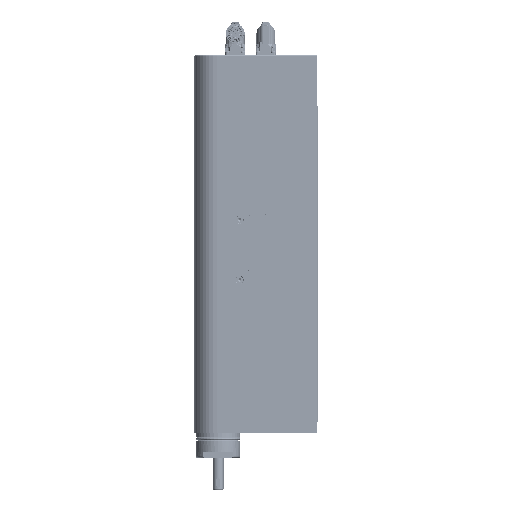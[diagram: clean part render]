
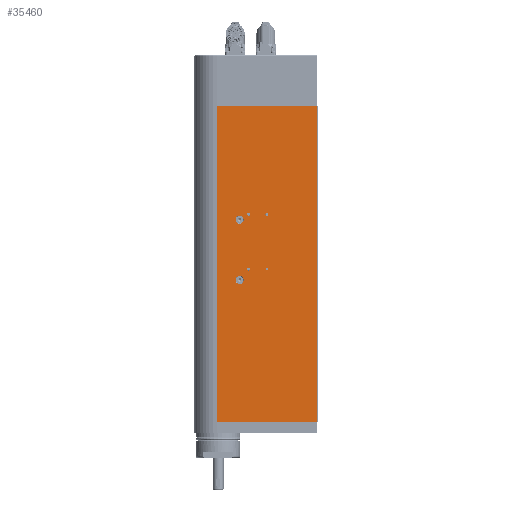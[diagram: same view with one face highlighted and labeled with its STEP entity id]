
A CAD part, front view. The second image highlights one B-rep face of the part: STEP entity #35460.
In plain terms, the highlighted planar face has unit normal (0, -1, 0).
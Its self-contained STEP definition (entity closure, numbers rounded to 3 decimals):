
#469 = EDGE_LOOP ( 'NONE', ( #14006, #15859, #150276, #75666 ) ) ;
#1077 = DIRECTION ( 'NONE',  ( 0., 0., -1. ) ) ;
#4110 = CARTESIAN_POINT ( 'NONE',  ( 67., -25., 347. ) ) ;
#5913 = DIRECTION ( 'NONE',  ( 0., 0., 1. ) ) ;
#6605 = EDGE_CURVE ( 'NONE', #69228, #69228, #146139, .T. ) ;
#6834 = CARTESIAN_POINT ( 'NONE',  ( -8., -25., 228. ) ) ;
#6939 = AXIS2_PLACEMENT_3D ( 'NONE', #83313, #56278, #167250 ) ;
#7425 = DIRECTION ( 'NONE',  ( 1., 0., 0. ) ) ;
#9142 = CARTESIAN_POINT ( 'NONE',  ( -8., -25., 168. ) ) ;
#13415 = EDGE_CURVE ( 'NONE', #131157, #161433, #82123, .T. ) ;
#14006 = ORIENTED_EDGE ( 'NONE', *, *, #47906, .T. ) ;
#14794 = AXIS2_PLACEMENT_3D ( 'NONE', #9142, #162462, #35355 ) ;
#15859 = ORIENTED_EDGE ( 'NONE', *, *, #19054, .T. ) ;
#17179 = CARTESIAN_POINT ( 'NONE',  ( -67.5, -25., 347. ) ) ;
#18280 = CARTESIAN_POINT ( 'NONE',  ( -67.5, -25., 0. ) ) ;
#18564 = DIRECTION ( 'NONE',  ( 0., -1., 0. ) ) ;
#19054 = EDGE_CURVE ( 'NONE', #57179, #161433, #117710, .T. ) ;
#22317 = EDGE_CURVE ( 'NONE', #131157, #134401, #79754, .T. ) ;
#24807 = CIRCLE ( 'NONE', #70897, 4.4 ) ;
#27049 = ORIENTED_EDGE ( 'NONE', *, *, #176137, .F. ) ;
#27207 = DIRECTION ( 'NONE',  ( 0., -1., 0. ) ) ;
#27256 = EDGE_LOOP ( 'NONE', ( #107957 ) ) ;
#27711 = AXIS2_PLACEMENT_3D ( 'NONE', #55173, #27207, #1077 ) ;
#28337 = FACE_OUTER_BOUND ( 'NONE', #469, .T. ) ;
#35355 = DIRECTION ( 'NONE',  ( 0., 0., -1. ) ) ;
#35460 = ADVANCED_FACE ( 'NONE', ( #42792, #54526, #82435, #137485, #124817, #153683, #28337 ), #53623, .F. ) ;
#42792 = FACE_BOUND ( 'NONE', #143952, .T. ) ;
#43657 = ORIENTED_EDGE ( 'NONE', *, *, #108488, .F. ) ;
#43684 = EDGE_LOOP ( 'NONE', ( #43657 ) ) ;
#47906 = EDGE_CURVE ( 'NONE', #134401, #57179, #144491, .T. ) ;
#51979 = VECTOR ( 'NONE', #96545, 1000. ) ;
#52080 = CARTESIAN_POINT ( 'NONE',  ( 12., -25., 228. ) ) ;
#52664 = VERTEX_POINT ( 'NONE', #163610 ) ;
#53050 = VERTEX_POINT ( 'NONE', #69237 ) ;
#53586 = ORIENTED_EDGE ( 'NONE', *, *, #111045, .F. ) ;
#53623 = PLANE ( 'NONE',  #6939 ) ;
#53661 = ORIENTED_EDGE ( 'NONE', *, *, #160300, .F. ) ;
#54526 = FACE_BOUND ( 'NONE', #113385, .T. ) ;
#55173 = CARTESIAN_POINT ( 'NONE',  ( 12., -25., 168. ) ) ;
#56278 = DIRECTION ( 'NONE',  ( 0., 1., 0. ) ) ;
#57179 = VERTEX_POINT ( 'NONE', #90489 ) ;
#65473 = CARTESIAN_POINT ( 'NONE',  ( -18., -25., 217.6 ) ) ;
#69228 = VERTEX_POINT ( 'NONE', #152224 ) ;
#69237 = CARTESIAN_POINT ( 'NONE',  ( -8., -25., 166.35 ) ) ;
#70897 = AXIS2_PLACEMENT_3D ( 'NONE', #117772, #174596, #118645 ) ;
#75666 = ORIENTED_EDGE ( 'NONE', *, *, #22317, .T. ) ;
#79754 = LINE ( 'NONE', #160998, #145271 ) ;
#79997 = DIRECTION ( 'NONE',  ( 0., -1., 0. ) ) ;
#82123 = LINE ( 'NONE', #17179, #51979 ) ;
#82435 = FACE_BOUND ( 'NONE', #43684, .T. ) ;
#83313 = CARTESIAN_POINT ( 'NONE',  ( -67.5, -25., 347. ) ) ;
#90489 = CARTESIAN_POINT ( 'NONE',  ( 67., -25., 0. ) ) ;
#96545 = DIRECTION ( 'NONE',  ( 1., 0., 0. ) ) ;
#101525 = VECTOR ( 'NONE', #5913, 1000. ) ;
#101721 = AXIS2_PLACEMENT_3D ( 'NONE', #146327, #18564, #160769 ) ;
#102011 = CIRCLE ( 'NONE', #142418, 1.65 ) ;
#102626 = EDGE_CURVE ( 'NONE', #52664, #52664, #162237, .T. ) ;
#103901 = CARTESIAN_POINT ( 'NONE',  ( 67., -25., 347. ) ) ;
#105490 = CIRCLE ( 'NONE', #27711, 1.65 ) ;
#106560 = EDGE_LOOP ( 'NONE', ( #151981 ) ) ;
#107957 = ORIENTED_EDGE ( 'NONE', *, *, #6605, .F. ) ;
#108488 = EDGE_CURVE ( 'NONE', #140054, #140054, #105490, .T. ) ;
#108617 = DIRECTION ( 'NONE',  ( 0., 0., -1. ) ) ;
#109646 = VERTEX_POINT ( 'NONE', #65473 ) ;
#111045 = EDGE_CURVE ( 'NONE', #174959, #174959, #102011, .T. ) ;
#113385 = EDGE_LOOP ( 'NONE', ( #53586 ) ) ;
#117710 = LINE ( 'NONE', #4110, #101525 ) ;
#117772 = CARTESIAN_POINT ( 'NONE',  ( -18., -25., 222. ) ) ;
#118558 = CARTESIAN_POINT ( 'NONE',  ( -42.5, -25., 0. ) ) ;
#118645 = DIRECTION ( 'NONE',  ( 0., 0., -1. ) ) ;
#121372 = CIRCLE ( 'NONE', #14794, 1.65 ) ;
#123940 = VECTOR ( 'NONE', #7425, 1000. ) ;
#124817 = FACE_BOUND ( 'NONE', #141058, .T. ) ;
#131157 = VERTEX_POINT ( 'NONE', #136529 ) ;
#133420 = CARTESIAN_POINT ( 'NONE',  ( -8., -25., 226.35 ) ) ;
#134401 = VERTEX_POINT ( 'NONE', #118558 ) ;
#136529 = CARTESIAN_POINT ( 'NONE',  ( -42.5, -25., 347. ) ) ;
#137485 = FACE_BOUND ( 'NONE', #27256, .T. ) ;
#140054 = VERTEX_POINT ( 'NONE', #145168 ) ;
#141058 = EDGE_LOOP ( 'NONE', ( #27049 ) ) ;
#142418 = AXIS2_PLACEMENT_3D ( 'NONE', #6834, #169258, #143024 ) ;
#143024 = DIRECTION ( 'NONE',  ( 0., 0., -1. ) ) ;
#143952 = EDGE_LOOP ( 'NONE', ( #53661 ) ) ;
#144491 = LINE ( 'NONE', #18280, #123940 ) ;
#145168 = CARTESIAN_POINT ( 'NONE',  ( 12., -25., 166.35 ) ) ;
#145271 = VECTOR ( 'NONE', #108617, 1000. ) ;
#146139 = CIRCLE ( 'NONE', #166394, 1.65 ) ;
#146327 = CARTESIAN_POINT ( 'NONE',  ( -18., -25., 156. ) ) ;
#150276 = ORIENTED_EDGE ( 'NONE', *, *, #13415, .F. ) ;
#151981 = ORIENTED_EDGE ( 'NONE', *, *, #102626, .F. ) ;
#152224 = CARTESIAN_POINT ( 'NONE',  ( 12., -25., 226.35 ) ) ;
#153683 = FACE_BOUND ( 'NONE', #106560, .T. ) ;
#160300 = EDGE_CURVE ( 'NONE', #53050, #53050, #121372, .T. ) ;
#160769 = DIRECTION ( 'NONE',  ( 0., 0., -1. ) ) ;
#160998 = CARTESIAN_POINT ( 'NONE',  ( -42.5, -25., 347. ) ) ;
#161433 = VERTEX_POINT ( 'NONE', #103901 ) ;
#162237 = CIRCLE ( 'NONE', #101721, 4.4 ) ;
#162462 = DIRECTION ( 'NONE',  ( 0., -1., 0. ) ) ;
#163610 = CARTESIAN_POINT ( 'NONE',  ( -18., -25., 151.6 ) ) ;
#166394 = AXIS2_PLACEMENT_3D ( 'NONE', #52080, #79997, #178340 ) ;
#167250 = DIRECTION ( 'NONE',  ( 0., 0., 1. ) ) ;
#169258 = DIRECTION ( 'NONE',  ( 0., -1., 0. ) ) ;
#174596 = DIRECTION ( 'NONE',  ( 0., -1., 0. ) ) ;
#174959 = VERTEX_POINT ( 'NONE', #133420 ) ;
#176137 = EDGE_CURVE ( 'NONE', #109646, #109646, #24807, .T. ) ;
#178340 = DIRECTION ( 'NONE',  ( 0., 0., -1. ) ) ;
